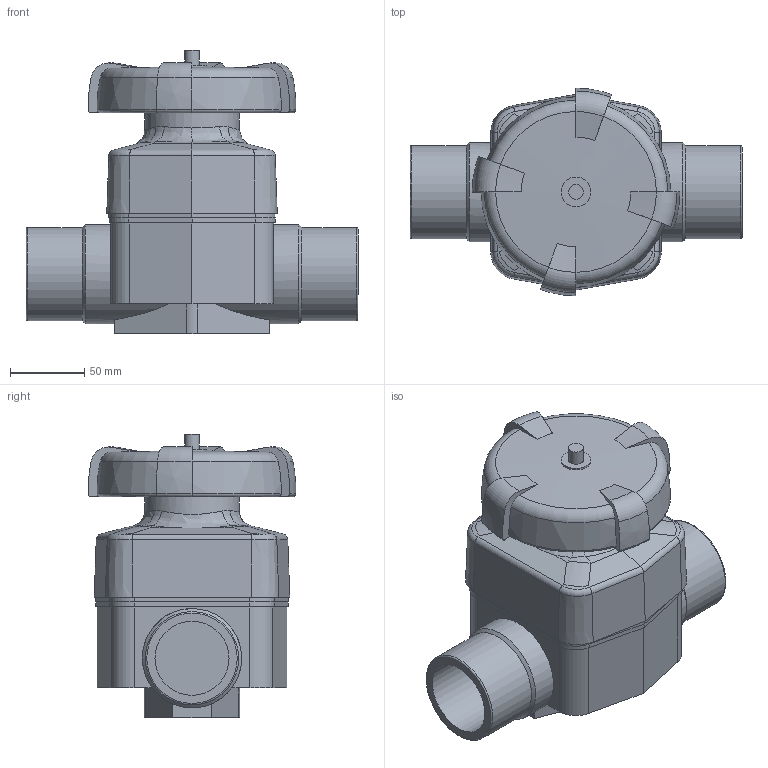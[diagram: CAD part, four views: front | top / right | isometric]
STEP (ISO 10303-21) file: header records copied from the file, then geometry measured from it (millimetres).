
FILE_DESCRIPTION(/* description */ (''),/* implementation_level */ '2;1');
FILE_NAME(/* name */ 'VMDV063E.iam.stp',/* time_stamp */ '2013-10-01T10:38:56+02:00',/* author */ ('bfaro'),/* organization */ (''),/* preprocessor_version */ 'ST-DEVELOPER v15.2',/* originating_system */ 'Autodesk Inventor 2014',/* authorisation */ '');
FILE_SCHEMA (('AUTOMOTIVE_DESIGN { 1 0 10303 214 3 1 1 }'));
Length unit declared in the file: millimetre
Products named in the file (3): Volantino VM 63; SPBDVM063DV; VMDV063E
Bounding box: 224 x 140.01 x 191 mm (x, y, z)
Volume: 2170951.7 mm3; surface area: 238653.7 mm2
Topology: 5 solids, 5 shells, 193 faces, 474 edges, 300 vertices
Faces by surface type: plane 79, cylinder 55, torus 22, bspline 18, cone 15, sphere 4
Full cylindrical faces by diameter (mm): 10 x1, 11 x2, 20.035 x1, 50 x2, 63 x2, 64 x1, 67 x2
Entity records: 7379 total; most frequent: CARTESIAN_POINT 2766, DIRECTION 990, ORIENTED_EDGE 910, EDGE_CURVE 455, AXIS2_PLACEMENT_3D 389, VERTEX_POINT 297, EDGE_LOOP 218, LINE 212
